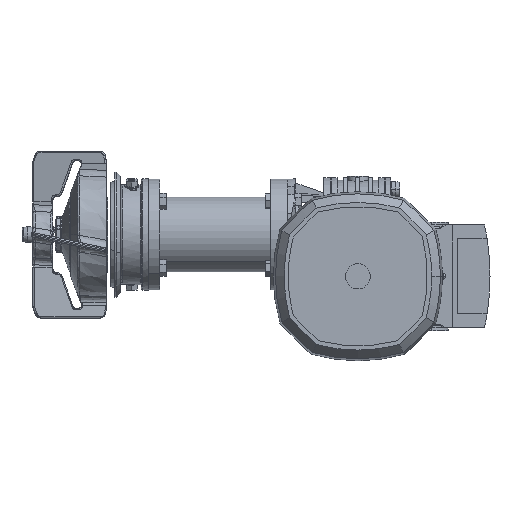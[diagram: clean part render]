
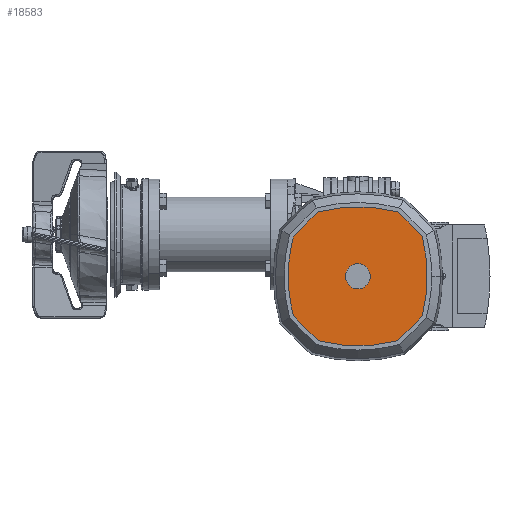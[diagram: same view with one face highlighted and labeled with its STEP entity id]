
A CAD part, left-side view. The second image highlights one B-rep face of the part: STEP entity #18583.
In plain terms, the highlighted planar face has unit normal (-1, 0, 0).
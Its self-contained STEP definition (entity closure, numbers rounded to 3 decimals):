
#14420 = DIRECTION ( 'NONE',  ( 0., 1., 0. ) ) ;
#14422 = DIRECTION ( 'NONE',  ( 1., 0., 0. ) ) ;
#14424 = CARTESIAN_POINT ( 'NONE',  ( -234., -170.6, -30. ) ) ;
#14427 = AXIS2_PLACEMENT_3D ( 'NONE', #14424, #14422, #14420 ) ;
#14429 = CIRCLE ( 'NONE', #14427, 9. ) ;
#14896 = CIRCLE ( 'NONE', #15207, 110.084 ) ;
#15199 = CARTESIAN_POINT ( 'NONE',  ( -234., -124.22, -58.315 ) ) ;
#15201 = CARTESIAN_POINT ( 'NONE',  ( -234., -120.516, -30. ) ) ;
#15202 = DIRECTION ( 'NONE',  ( 0., 1., 0. ) ) ;
#15203 = DIRECTION ( 'NONE',  ( -1., 0., 0. ) ) ;
#15205 = CARTESIAN_POINT ( 'NONE',  ( -234., -230.6, -30. ) ) ;
#15207 = AXIS2_PLACEMENT_3D ( 'NONE', #15205, #15203, #15202 ) ;
#15235 = CARTESIAN_POINT ( 'NONE',  ( -234., -161.6, -30. ) ) ;
#15240 = CARTESIAN_POINT ( 'NONE',  ( -234., -179.6, -30. ) ) ;
#17733 = EDGE_CURVE ( 'NONE', #17847, #17849, #14429, .T. ) ;
#17781 = EDGE_CURVE ( 'NONE', #17782, #17783, #14896, .T. ) ;
#17782 = VERTEX_POINT ( 'NONE', #15201 ) ;
#17783 = VERTEX_POINT ( 'NONE', #15199 ) ;
#17847 = VERTEX_POINT ( 'NONE', #15240 ) ;
#17849 = VERTEX_POINT ( 'NONE', #15235 ) ;
#18118 = DIRECTION ( 'NONE',  ( 0., 1., 0. ) ) ;
#18247 = ORIENTED_EDGE ( 'NONE', *, *, #17781, .T. ) ;
#18249 = ORIENTED_EDGE ( 'NONE', *, *, #18520, .T. ) ;
#18267 = CIRCLE ( 'NONE', #18779, 240.084 ) ;
#18268 = ORIENTED_EDGE ( 'NONE', *, *, #18270, .T. ) ;
#18270 = EDGE_CURVE ( 'NONE', #18274, #18490, #18267, .T. ) ;
#18274 = VERTEX_POINT ( 'NONE', #18475 ) ;
#18475 = CARTESIAN_POINT ( 'NONE',  ( -234., -142.285, 16.38 ) ) ;
#18490 = VERTEX_POINT ( 'NONE', #22810 ) ;
#18492 = ORIENTED_EDGE ( 'NONE', *, *, #18494, .T. ) ;
#18494 = EDGE_CURVE ( 'NONE', #18490, #17782, #22783, .T. ) ;
#18520 = EDGE_CURVE ( 'NONE', #17783, #18524, #22684, .T. ) ;
#18524 = VERTEX_POINT ( 'NONE', #23118 ) ;
#18526 = ORIENTED_EDGE ( 'NONE', *, *, #18528, .T. ) ;
#18528 = EDGE_CURVE ( 'NONE', #18524, #18530, #23112, .T. ) ;
#18530 = VERTEX_POINT ( 'NONE', #23256 ) ;
#18532 = VERTEX_POINT ( 'NONE', #23241 ) ;
#18534 = ORIENTED_EDGE ( 'NONE', *, *, #18536, .T. ) ;
#18536 = EDGE_CURVE ( 'NONE', #18849, #18538, #22644, .T. ) ;
#18538 = VERTEX_POINT ( 'NONE', #23226 ) ;
#18540 = ORIENTED_EDGE ( 'NONE', *, *, #18543, .T. ) ;
#18543 = EDGE_CURVE ( 'NONE', #18538, #18274, #23201, .T. ) ;
#18559 = EDGE_LOOP ( 'NONE', ( #18561, #18568 ) ) ;
#18561 = ORIENTED_EDGE ( 'NONE', *, *, #18564, .T. ) ;
#18564 = EDGE_CURVE ( 'NONE', #17849, #17847, #22952, .T. ) ;
#18568 = ORIENTED_EDGE ( 'NONE', *, *, #17733, .T. ) ;
#18583 = ADVANCED_FACE ( 'NONE', ( #59587, #59586 ), #59439, .T. ) ;
#18586 = EDGE_LOOP ( 'NONE', ( #18268, #18492, #18247, #18249, #18526, #18588, #18593, #18534, #18540 ) ) ;
#18588 = ORIENTED_EDGE ( 'NONE', *, *, #18590, .T. ) ;
#18590 = EDGE_CURVE ( 'NONE', #18530, #18532, #59490, .T. ) ;
#18593 = ORIENTED_EDGE ( 'NONE', *, *, #18594, .T. ) ;
#18594 = EDGE_CURVE ( 'NONE', #18532, #18849, #59484, .T. ) ;
#18774 = DIRECTION ( 'NONE',  ( -1., 0., 0. ) ) ;
#18777 = CARTESIAN_POINT ( 'NONE',  ( -234., -302.777, -162.177 ) ) ;
#18779 = AXIS2_PLACEMENT_3D ( 'NONE', #18777, #18774, #18118 ) ;
#18849 = VERTEX_POINT ( 'NONE', #56464 ) ;
#22617 = CARTESIAN_POINT ( 'NONE',  ( -234., -38.423, -162.177 ) ) ;
#22619 = AXIS2_PLACEMENT_3D ( 'NONE', #22617, #23230, #23228 ) ;
#22644 = CIRCLE ( 'NONE', #22619, 240.084 ) ;
#22675 = DIRECTION ( 'NONE',  ( 0., 1., 0. ) ) ;
#22678 = DIRECTION ( 'NONE',  ( -1., 0., 0. ) ) ;
#22680 = CARTESIAN_POINT ( 'NONE',  ( -234., -302.777, 102.177 ) ) ;
#22682 = AXIS2_PLACEMENT_3D ( 'NONE', #22680, #22678, #22675 ) ;
#22684 = CIRCLE ( 'NONE', #22682, 240.084 ) ;
#22777 = DIRECTION ( 'NONE',  ( 0., 1., 0. ) ) ;
#22778 = DIRECTION ( 'NONE',  ( -1., 0., 0. ) ) ;
#22779 = CARTESIAN_POINT ( 'NONE',  ( -234., -230.6, -30. ) ) ;
#22781 = AXIS2_PLACEMENT_3D ( 'NONE', #22779, #22778, #22777 ) ;
#22783 = CIRCLE ( 'NONE', #22781, 110.084 ) ;
#22810 = CARTESIAN_POINT ( 'NONE',  ( -234., -124.22, -1.685 ) ) ;
#22942 = DIRECTION ( 'NONE',  ( 0., 1., 0. ) ) ;
#22945 = DIRECTION ( 'NONE',  ( 1., 0., 0. ) ) ;
#22948 = CARTESIAN_POINT ( 'NONE',  ( -234., -170.6, -30. ) ) ;
#22950 = AXIS2_PLACEMENT_3D ( 'NONE', #22948, #22945, #22942 ) ;
#22952 = CIRCLE ( 'NONE', #22950, 9. ) ;
#23103 = DIRECTION ( 'NONE',  ( 0., 1., 0. ) ) ;
#23106 = DIRECTION ( 'NONE',  ( -1., 0., 0. ) ) ;
#23107 = CARTESIAN_POINT ( 'NONE',  ( -234., -170.6, 30. ) ) ;
#23109 = AXIS2_PLACEMENT_3D ( 'NONE', #23107, #23106, #23103 ) ;
#23112 = CIRCLE ( 'NONE', #23109, 110.084 ) ;
#23118 = CARTESIAN_POINT ( 'NONE',  ( -234., -142.285, -76.38 ) ) ;
#23191 = DIRECTION ( 'NONE',  ( 0., 1., 0. ) ) ;
#23194 = DIRECTION ( 'NONE',  ( -1., 0., 0. ) ) ;
#23197 = CARTESIAN_POINT ( 'NONE',  ( -234., -170.6, -90. ) ) ;
#23199 = AXIS2_PLACEMENT_3D ( 'NONE', #23197, #23194, #23191 ) ;
#23201 = CIRCLE ( 'NONE', #23199, 110.084 ) ;
#23226 = CARTESIAN_POINT ( 'NONE',  ( -234., -198.915, 16.38 ) ) ;
#23228 = DIRECTION ( 'NONE',  ( 0., 1., 0. ) ) ;
#23230 = DIRECTION ( 'NONE',  ( -1., 0., 0. ) ) ;
#23241 = CARTESIAN_POINT ( 'NONE',  ( -234., -216.98, -58.315 ) ) ;
#23256 = CARTESIAN_POINT ( 'NONE',  ( -234., -198.915, -76.38 ) ) ;
#56464 = CARTESIAN_POINT ( 'NONE',  ( -234., -216.98, -1.685 ) ) ;
#59435 = DIRECTION ( 'NONE',  ( 0., 1., 0. ) ) ;
#59436 = DIRECTION ( 'NONE',  ( -1., 0., 0. ) ) ;
#59437 = CARTESIAN_POINT ( 'NONE',  ( -234., -236.688, 66.088 ) ) ;
#59438 = AXIS2_PLACEMENT_3D ( 'NONE', #59437, #59436, #59435 ) ;
#59439 = PLANE ( 'NONE',  #59438 ) ;
#59480 = DIRECTION ( 'NONE',  ( 0., 1., 0. ) ) ;
#59481 = DIRECTION ( 'NONE',  ( -1., 0., 0. ) ) ;
#59482 = CARTESIAN_POINT ( 'NONE',  ( -234., -110.6, -30. ) ) ;
#59483 = AXIS2_PLACEMENT_3D ( 'NONE', #59482, #59481, #59480 ) ;
#59484 = CIRCLE ( 'NONE', #59483, 110.084 ) ;
#59486 = DIRECTION ( 'NONE',  ( 0., 1., 0. ) ) ;
#59487 = DIRECTION ( 'NONE',  ( -1., 0., 0. ) ) ;
#59488 = CARTESIAN_POINT ( 'NONE',  ( -234., -38.423, 102.177 ) ) ;
#59489 = AXIS2_PLACEMENT_3D ( 'NONE', #59488, #59487, #59486 ) ;
#59490 = CIRCLE ( 'NONE', #59489, 240.084 ) ;
#59586 = FACE_BOUND ( 'NONE', #18559, .T. ) ;
#59587 = FACE_OUTER_BOUND ( 'NONE', #18586, .T. ) ;
